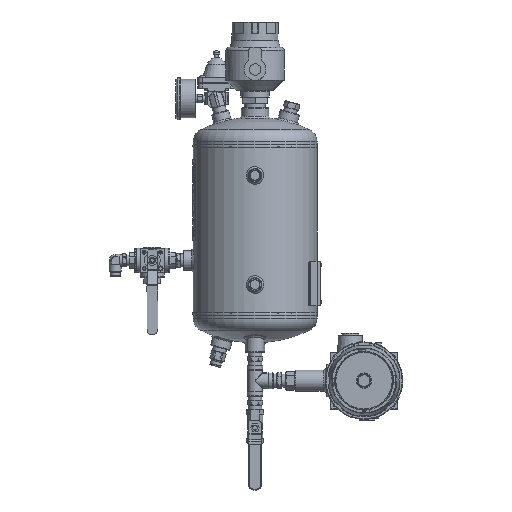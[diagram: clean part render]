
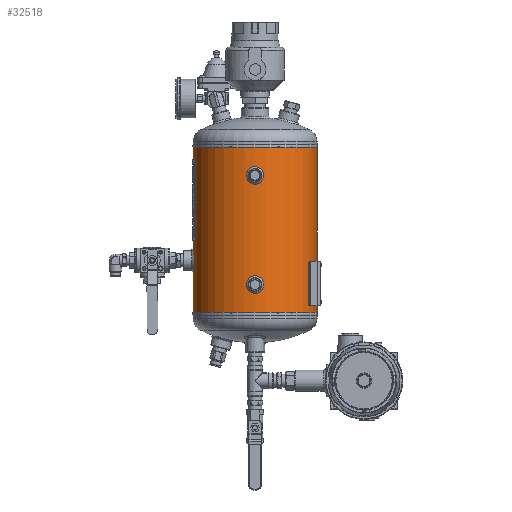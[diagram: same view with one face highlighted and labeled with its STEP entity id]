
A CAD part, front view. The second image highlights one B-rep face of the part: STEP entity #32518.
In plain terms, the highlighted cylindrical face has radius 100 mm (diameter 200 mm), a partial arc.
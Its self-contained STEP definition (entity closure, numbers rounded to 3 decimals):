
#2106=B_SPLINE_CURVE_WITH_KNOTS('',3,(#60318,#60319,#60320,#60321,#60322,
#60323,#60324,#60325,#60326,#60327,#60328,#60329,#60330,#60331,#60332,#60333,
#60334,#60335,#60336),.UNSPECIFIED.,.T.,.F.,(1,1,1,1,1,1,1,1,1,1,1,1,1,
1,1,1,1,1,1,1,1,1,1),(-0.012,-0.008,-0.004,
0.,0.004,0.008,0.012,0.016,
0.02,0.023,0.027,0.031,
0.035,0.039,0.043,0.047,
0.051,0.055,0.059,0.063,
0.066,0.07,0.074),.UNSPECIFIED.);
#2107=B_SPLINE_CURVE_WITH_KNOTS('',3,(#60338,#60339,#60340,#60341,#60342,
#60343,#60344,#60345,#60346,#60347,#60348,#60349,#60350,#60351,#60352,#60353,
#60354,#60355,#60356),.UNSPECIFIED.,.T.,.F.,(1,1,1,1,1,1,1,1,1,1,1,1,1,
1,1,1,1,1,1,1,1,1,1),(-0.012,-0.008,-0.004,
0.,0.004,0.008,0.012,
0.016,0.02,0.023,0.027,
0.031,0.035,0.039,0.043,
0.047,0.051,0.055,0.059,
0.063,0.066,0.07,0.074),
 .UNSPECIFIED.);
#2108=B_SPLINE_CURVE_WITH_KNOTS('',3,(#60358,#60359,#60360,#60361,#60362,
#60363,#60364,#60365,#60366,#60367,#60368,#60369,#60370,#60371,#60372,#60373,
#60374,#60375,#60376),.UNSPECIFIED.,.T.,.F.,(1,1,1,1,1,1,1,1,1,1,1,1,1,
1,1,1,1,1,1,1,1,1,1),(-0.018,-0.012,-0.006,
0.,0.006,0.012,0.018,0.023,
0.029,0.035,0.041,0.047,
0.053,0.059,0.065,0.07,
0.076,0.082,0.088,0.094,
0.1,0.106,0.112),.UNSPECIFIED.);
#3337=LINE('',#60378,#4981);
#3338=LINE('',#60383,#4982);
#4981=VECTOR('',#50629,1000.);
#4982=VECTOR('',#50632,1000.);
#6630=ORIENTED_EDGE('',*,*,#16170,.T.);
#6631=ORIENTED_EDGE('',*,*,#16171,.T.);
#6632=ORIENTED_EDGE('',*,*,#16172,.T.);
#6633=ORIENTED_EDGE('',*,*,#16173,.T.);
#6634=ORIENTED_EDGE('',*,*,#16174,.T.);
#6635=ORIENTED_EDGE('',*,*,#16175,.F.);
#6636=ORIENTED_EDGE('',*,*,#16176,.F.);
#16170=EDGE_CURVE('',#20940,#20940,#2106,.T.);
#16171=EDGE_CURVE('',#20941,#20941,#2107,.T.);
#16172=EDGE_CURVE('',#20942,#20942,#2108,.T.);
#16173=EDGE_CURVE('',#20943,#20944,#3337,.T.);
#16174=EDGE_CURVE('',#20944,#20945,#24064,.T.);
#16175=EDGE_CURVE('',#20946,#20945,#3338,.T.);
#16176=EDGE_CURVE('',#20943,#20946,#24065,.T.);
#20940=VERTEX_POINT('',#60337);
#20941=VERTEX_POINT('',#60357);
#20942=VERTEX_POINT('',#60377);
#20943=VERTEX_POINT('',#60379);
#20944=VERTEX_POINT('',#60380);
#20945=VERTEX_POINT('',#60382);
#20946=VERTEX_POINT('',#60384);
#24064=CIRCLE('',#46629,100.);
#24065=CIRCLE('',#46630,100.);
#25853=EDGE_LOOP('',(#6630));
#25854=EDGE_LOOP('',(#6631));
#25855=EDGE_LOOP('',(#6632));
#25856=EDGE_LOOP('',(#6633,#6634,#6635,#6636));
#28862=FACE_BOUND('',#25853,.T.);
#28863=FACE_BOUND('',#25854,.T.);
#28864=FACE_BOUND('',#25855,.T.);
#28865=FACE_BOUND('',#25856,.T.);
#31872=CYLINDRICAL_SURFACE('',#46628,100.);
#32518=ADVANCED_FACE('',(#28862,#28863,#28864,#28865),#31872,.T.);
#46628=AXIS2_PLACEMENT_3D('',#60317,#50627,#50628);
#46629=AXIS2_PLACEMENT_3D('',#60381,#50630,#50631);
#46630=AXIS2_PLACEMENT_3D('',#60385,#50633,#50634);
#50627=DIRECTION('',(0.,-1.,0.));
#50628=DIRECTION('',(0.,0.,-1.));
#50629=DIRECTION('',(0.,-1.,0.));
#50630=DIRECTION('',(0.,1.,0.));
#50631=DIRECTION('',(1.,0.,0.));
#50632=DIRECTION('',(0.,-1.,0.));
#50633=DIRECTION('',(0.,1.,0.));
#50634=DIRECTION('',(1.,0.,0.));
#60317=CARTESIAN_POINT('',(0.,265.,0.));
#60318=CARTESIAN_POINT('',(-9.473,48.444,-99.554));
#60319=CARTESIAN_POINT('',(-10.262,44.497,-99.471));
#60320=CARTESIAN_POINT('',(-9.477,40.569,-99.553));
#60321=CARTESIAN_POINT('',(-7.254,37.244,-99.75));
#60322=CARTESIAN_POINT('',(-3.93,35.023,-99.946));
#60323=CARTESIAN_POINT('',(-0.006,34.24,-100.027));
#60324=CARTESIAN_POINT('',(3.922,35.019,-99.946));
#60325=CARTESIAN_POINT('',(7.252,37.242,-99.75));
#60326=CARTESIAN_POINT('',(9.478,40.57,-99.553));
#60327=CARTESIAN_POINT('',(10.26,44.496,-99.472));
#60328=CARTESIAN_POINT('',(9.481,48.422,-99.553));
#60329=CARTESIAN_POINT('',(7.262,51.747,-99.749));
#60330=CARTESIAN_POINT('',(3.94,53.974,-99.945));
#60331=CARTESIAN_POINT('',(0.01,54.761,-100.027));
#60332=CARTESIAN_POINT('',(-3.923,53.981,-99.946));
#60333=CARTESIAN_POINT('',(-7.249,51.759,-99.75));
#60334=CARTESIAN_POINT('',(-9.473,48.444,-99.554));
#60335=CARTESIAN_POINT('',(-10.262,44.497,-99.471));
#60336=CARTESIAN_POINT('',(-9.477,40.569,-99.553));
#60337=CARTESIAN_POINT('',(-10.,44.5,-99.499));
#60338=CARTESIAN_POINT('',(3.944,229.973,-99.945));
#60339=CARTESIAN_POINT('',(-0.003,230.762,-100.027));
#60340=CARTESIAN_POINT('',(-3.931,229.977,-99.946));
#60341=CARTESIAN_POINT('',(-7.256,227.754,-99.75));
#60342=CARTESIAN_POINT('',(-9.477,224.43,-99.553));
#60343=CARTESIAN_POINT('',(-10.26,220.506,-99.472));
#60344=CARTESIAN_POINT('',(-9.481,216.578,-99.553));
#60345=CARTESIAN_POINT('',(-7.258,213.248,-99.75));
#60346=CARTESIAN_POINT('',(-3.93,211.022,-99.946));
#60347=CARTESIAN_POINT('',(-0.004,210.24,-100.027));
#60348=CARTESIAN_POINT('',(3.922,211.019,-99.946));
#60349=CARTESIAN_POINT('',(7.247,213.238,-99.75));
#60350=CARTESIAN_POINT('',(9.474,216.56,-99.554));
#60351=CARTESIAN_POINT('',(10.261,220.49,-99.471));
#60352=CARTESIAN_POINT('',(9.481,224.423,-99.553));
#60353=CARTESIAN_POINT('',(7.259,227.749,-99.749));
#60354=CARTESIAN_POINT('',(3.944,229.973,-99.945));
#60355=CARTESIAN_POINT('',(-0.003,230.762,-100.027));
#60356=CARTESIAN_POINT('',(-3.931,229.977,-99.946));
#60357=CARTESIAN_POINT('',(0.,230.5,-100.));
#60358=CARTESIAN_POINT('',(-98.994,187.429,14.208));
#60359=CARTESIAN_POINT('',(-98.806,181.503,15.395));
#60360=CARTESIAN_POINT('',(-98.993,175.608,14.214));
#60361=CARTESIAN_POINT('',(-99.436,170.625,10.88));
#60362=CARTESIAN_POINT('',(-99.878,167.295,5.9));
#60363=CARTESIAN_POINT('',(-100.061,166.117,0.009));
#60364=CARTESIAN_POINT('',(-99.879,167.288,-5.887));
#60365=CARTESIAN_POINT('',(-99.437,170.623,-10.879));
#60366=CARTESIAN_POINT('',(-98.992,175.61,-14.215));
#60367=CARTESIAN_POINT('',(-98.807,181.503,-15.391));
#60368=CARTESIAN_POINT('',(-98.992,187.396,-14.219));
#60369=CARTESIAN_POINT('',(-99.435,192.379,-10.892));
#60370=CARTESIAN_POINT('',(-99.877,195.718,-5.914));
#60371=CARTESIAN_POINT('',(-100.061,196.901,-0.013));
#60372=CARTESIAN_POINT('',(-99.878,195.728,5.889));
#60373=CARTESIAN_POINT('',(-99.437,192.395,10.874));
#60374=CARTESIAN_POINT('',(-98.994,187.429,14.208));
#60375=CARTESIAN_POINT('',(-98.806,181.503,15.395));
#60376=CARTESIAN_POINT('',(-98.993,175.608,14.214));
#60377=CARTESIAN_POINT('',(-98.869,181.508,15.));
#60378=CARTESIAN_POINT('',(0.254,265.,100.));
#60379=CARTESIAN_POINT('',(0.254,265.,100.));
#60380=CARTESIAN_POINT('',(0.254,0.,100.));
#60381=CARTESIAN_POINT('',(0.,0.,0.));
#60382=CARTESIAN_POINT('',(-0.254,0.,100.));
#60383=CARTESIAN_POINT('',(-0.254,265.,100.));
#60384=CARTESIAN_POINT('',(-0.254,265.,100.));
#60385=CARTESIAN_POINT('',(0.,265.,0.));
